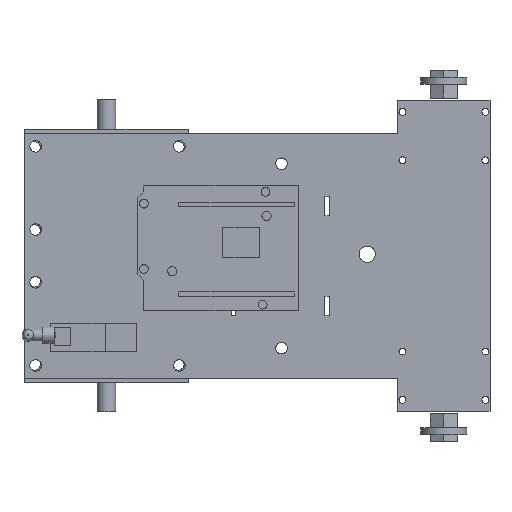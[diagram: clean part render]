
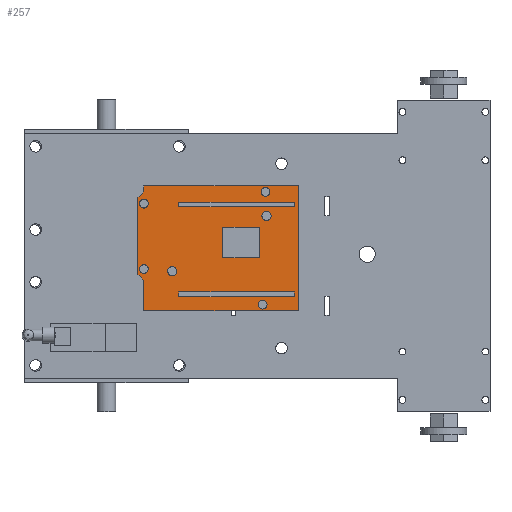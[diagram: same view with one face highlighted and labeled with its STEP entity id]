
A CAD part, top view. The second image highlights one B-rep face of the part: STEP entity #257.
In plain terms, the highlighted planar face has unit normal (0, 0, 1).
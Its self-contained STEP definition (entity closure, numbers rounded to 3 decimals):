
#102=FACE_BOUND('',#1022,.T.);
#103=FACE_BOUND('',#1023,.T.);
#104=FACE_BOUND('',#1024,.T.);
#105=FACE_BOUND('',#1025,.T.);
#257=ADVANCED_FACE('',(#637,#102,#103,#104,#105),#5840,.T.);
#637=FACE_OUTER_BOUND('',#1021,.T.);
#1021=EDGE_LOOP('',(#1590,#1591,#1592,#1593,#1594,#1595,#1596,#1597));
#1022=EDGE_LOOP('',(#1598));
#1023=EDGE_LOOP('',(#1599));
#1024=EDGE_LOOP('',(#1600));
#1025=EDGE_LOOP('',(#1601));
#1590=ORIENTED_EDGE('',*,*,#3354,.T.);
#1591=ORIENTED_EDGE('',*,*,#3358,.T.);
#1592=ORIENTED_EDGE('',*,*,#3361,.T.);
#1593=ORIENTED_EDGE('',*,*,#3364,.T.);
#1594=ORIENTED_EDGE('',*,*,#3367,.T.);
#1595=ORIENTED_EDGE('',*,*,#3370,.T.);
#1596=ORIENTED_EDGE('',*,*,#3373,.T.);
#1597=ORIENTED_EDGE('',*,*,#3375,.T.);
#1598=ORIENTED_EDGE('',*,*,#3378,.T.);
#1599=ORIENTED_EDGE('',*,*,#3381,.T.);
#1600=ORIENTED_EDGE('',*,*,#3384,.T.);
#1601=ORIENTED_EDGE('',*,*,#3387,.T.);
#3354=EDGE_CURVE('',#5185,#5184,#4443,.T.);
#3358=EDGE_CURVE('',#5184,#5187,#4447,.T.);
#3361=EDGE_CURVE('',#5187,#5189,#4450,.T.);
#3364=EDGE_CURVE('',#5189,#5191,#4453,.T.);
#3367=EDGE_CURVE('',#5191,#5193,#4456,.T.);
#3370=EDGE_CURVE('',#5193,#5195,#4459,.T.);
#3373=EDGE_CURVE('',#5195,#5197,#4462,.T.);
#3375=EDGE_CURVE('',#5197,#5185,#4464,.T.);
#3378=EDGE_CURVE('',#5199,#5199,#4265,.T.);
#3381=EDGE_CURVE('',#5201,#5201,#4268,.T.);
#3384=EDGE_CURVE('',#5203,#5203,#4271,.T.);
#3387=EDGE_CURVE('',#5205,#5205,#4274,.T.);
#4265=(
BOUNDED_CURVE()
B_SPLINE_CURVE(2,(#7000,#7001,#7002,#7003,#7004,#7005,#7006,#7007,#7008),
 .UNSPECIFIED.,.T.,.F.)
B_SPLINE_CURVE_WITH_KNOTS((3,2,2,2,3),(233.859,236.543,
239.227,241.912,244.596),.UNSPECIFIED.)
CURVE()
GEOMETRIC_REPRESENTATION_ITEM()
RATIONAL_B_SPLINE_CURVE((1.,0.707,1.,0.707,1.,0.707,
1.,0.707,1.))
REPRESENTATION_ITEM('')
);
#4268=(
BOUNDED_CURVE()
B_SPLINE_CURVE(2,(#7020,#7021,#7022,#7023,#7024,#7025,#7026,#7027,#7028),
 .UNSPECIFIED.,.T.,.F.)
B_SPLINE_CURVE_WITH_KNOTS((3,2,2,2,3),(244.596,247.449,
250.301,253.154,256.006),.UNSPECIFIED.)
CURVE()
GEOMETRIC_REPRESENTATION_ITEM()
RATIONAL_B_SPLINE_CURVE((1.,0.707,1.,0.707,1.,0.707,
1.,0.707,1.))
REPRESENTATION_ITEM('')
);
#4271=(
BOUNDED_CURVE()
B_SPLINE_CURVE(2,(#7040,#7041,#7042,#7043,#7044,#7045,#7046,#7047,#7048),
 .UNSPECIFIED.,.T.,.F.)
B_SPLINE_CURVE_WITH_KNOTS((3,2,2,2,3),(256.006,258.903,
261.8,264.697,267.593),.UNSPECIFIED.)
CURVE()
GEOMETRIC_REPRESENTATION_ITEM()
RATIONAL_B_SPLINE_CURVE((1.,0.707,1.,0.707,1.,0.707,
1.,0.707,1.))
REPRESENTATION_ITEM('')
);
#4274=(
BOUNDED_CURVE()
B_SPLINE_CURVE(2,(#7060,#7061,#7062,#7063,#7064,#7065,#7066,#7067,#7068),
 .UNSPECIFIED.,.T.,.F.)
B_SPLINE_CURVE_WITH_KNOTS((3,2,2,2,3),(267.593,270.477,
273.36,276.243,279.126),.UNSPECIFIED.)
CURVE()
GEOMETRIC_REPRESENTATION_ITEM()
RATIONAL_B_SPLINE_CURVE((1.,0.707,1.,0.707,1.,0.707,
1.,0.707,1.))
REPRESENTATION_ITEM('')
);
#4443=B_SPLINE_CURVE_WITH_KNOTS('',1,(#6945,#6946),.UNSPECIFIED.,.F.,.F.,
(2,2),(0.,3.488),.UNSPECIFIED.);
#4447=B_SPLINE_CURVE_WITH_KNOTS('',1,(#6953,#6954),.UNSPECIFIED.,.F.,.F.,
(2,2),(3.488,35.301),.UNSPECIFIED.);
#4450=B_SPLINE_CURVE_WITH_KNOTS('',1,(#6959,#6960),.UNSPECIFIED.,.F.,.F.,
(2,2),(35.301,38.788),.UNSPECIFIED.);
#4453=B_SPLINE_CURVE_WITH_KNOTS('',1,(#6965,#6966),.UNSPECIFIED.,.F.,.F.,
(2,2),(38.788,51.357),.UNSPECIFIED.);
#4456=B_SPLINE_CURVE_WITH_KNOTS('',1,(#6971,#6972),.UNSPECIFIED.,.F.,.F.,
(2,2),(51.357,115.489),.UNSPECIFIED.);
#4459=B_SPLINE_CURVE_WITH_KNOTS('',1,(#6977,#6978),.UNSPECIFIED.,.F.,.F.,
(2,2),(115.489,167.264),.UNSPECIFIED.);
#4462=B_SPLINE_CURVE_WITH_KNOTS('',1,(#6983,#6984),.UNSPECIFIED.,.F.,.F.,
(2,2),(167.264,231.396),.UNSPECIFIED.);
#4464=B_SPLINE_CURVE_WITH_KNOTS('',1,(#6987,#6988),.UNSPECIFIED.,.F.,.F.,
(2,2),(231.396,233.859),.UNSPECIFIED.);
#5184=VERTEX_POINT('',#6919);
#5185=VERTEX_POINT('',#6920);
#5187=VERTEX_POINT('',#6922);
#5189=VERTEX_POINT('',#6924);
#5191=VERTEX_POINT('',#6926);
#5193=VERTEX_POINT('',#6928);
#5195=VERTEX_POINT('',#6930);
#5197=VERTEX_POINT('',#6932);
#5199=VERTEX_POINT('',#6934);
#5201=VERTEX_POINT('',#6936);
#5203=VERTEX_POINT('',#6938);
#5205=VERTEX_POINT('',#6940);
#5840=PLANE('',#6221);
#6221=AXIS2_PLACEMENT_3D('',#6916,#6568,$);
#6568=DIRECTION('',(0.,0.,1.));
#6916=CARTESIAN_POINT('',(80.929,4.692,68.126));
#6919=CARTESIAN_POINT('',(2.655,-7.218,68.126));
#6920=CARTESIAN_POINT('',(5.232,-4.642,68.126));
#6922=CARTESIAN_POINT('',(2.655,-40.453,68.126));
#6924=CARTESIAN_POINT('',(5.232,-43.029,68.126));
#6926=CARTESIAN_POINT('',(5.232,-56.159,68.126));
#6928=CARTESIAN_POINT('',(72.232,-56.159,68.126));
#6930=CARTESIAN_POINT('',(72.232,-2.069,68.126));
#6932=CARTESIAN_POINT('',(5.232,-2.069,68.126));
#6934=CARTESIAN_POINT('',(7.124,-38.129,68.126));
#6936=CARTESIAN_POINT('',(7.132,-9.799,68.126));
#6938=CARTESIAN_POINT('',(58.709,-53.599,68.126));
#6940=CARTESIAN_POINT('',(59.988,-4.649,68.126));
#6945=CARTESIAN_POINT('',(5.232,-4.642,68.126));
#6946=CARTESIAN_POINT('',(2.655,-7.218,68.126));
#6953=CARTESIAN_POINT('',(2.655,-7.218,68.126));
#6954=CARTESIAN_POINT('',(2.655,-40.453,68.126));
#6959=CARTESIAN_POINT('',(2.655,-40.453,68.126));
#6960=CARTESIAN_POINT('',(5.232,-43.029,68.126));
#6965=CARTESIAN_POINT('',(5.232,-43.029,68.126));
#6966=CARTESIAN_POINT('',(5.232,-56.159,68.126));
#6971=CARTESIAN_POINT('',(5.232,-56.159,68.126));
#6972=CARTESIAN_POINT('',(72.232,-56.159,68.126));
#6977=CARTESIAN_POINT('',(72.232,-56.159,68.126));
#6978=CARTESIAN_POINT('',(72.232,-2.069,68.126));
#6983=CARTESIAN_POINT('',(72.232,-2.069,68.126));
#6984=CARTESIAN_POINT('',(5.232,-2.069,68.126));
#6987=CARTESIAN_POINT('',(5.232,-2.069,68.126));
#6988=CARTESIAN_POINT('',(5.232,-4.642,68.126));
#7000=CARTESIAN_POINT('',(7.124,-38.129,68.126));
#7001=CARTESIAN_POINT('',(7.124,-40.022,68.126));
#7002=CARTESIAN_POINT('',(5.231,-40.022,68.126));
#7003=CARTESIAN_POINT('',(3.337,-40.022,68.126));
#7004=CARTESIAN_POINT('',(3.337,-38.129,68.126));
#7005=CARTESIAN_POINT('',(3.337,-36.235,68.126));
#7006=CARTESIAN_POINT('',(5.231,-36.235,68.126));
#7007=CARTESIAN_POINT('',(7.124,-36.235,68.126));
#7008=CARTESIAN_POINT('',(7.124,-38.129,68.126));
#7020=CARTESIAN_POINT('',(7.132,-9.799,68.126));
#7021=CARTESIAN_POINT('',(7.132,-11.696,68.126));
#7022=CARTESIAN_POINT('',(5.235,-11.697,68.126));
#7023=CARTESIAN_POINT('',(3.338,-11.697,68.126));
#7024=CARTESIAN_POINT('',(3.337,-9.8,68.126));
#7025=CARTESIAN_POINT('',(3.337,-7.903,68.126));
#7026=CARTESIAN_POINT('',(5.234,-7.902,68.126));
#7027=CARTESIAN_POINT('',(7.131,-7.902,68.126));
#7028=CARTESIAN_POINT('',(7.132,-9.799,68.126));
#7040=CARTESIAN_POINT('',(58.709,-53.599,68.126));
#7041=CARTESIAN_POINT('',(58.694,-55.525,68.126));
#7042=CARTESIAN_POINT('',(56.768,-55.511,68.126));
#7043=CARTESIAN_POINT('',(54.841,-55.496,68.126));
#7044=CARTESIAN_POINT('',(54.856,-53.57,68.126));
#7045=CARTESIAN_POINT('',(54.87,-51.643,68.126));
#7046=CARTESIAN_POINT('',(56.797,-51.658,68.126));
#7047=CARTESIAN_POINT('',(58.723,-51.672,68.126));
#7048=CARTESIAN_POINT('',(58.709,-53.599,68.126));
#7060=CARTESIAN_POINT('',(59.988,-4.649,68.126));
#7061=CARTESIAN_POINT('',(59.983,-6.567,68.126));
#7062=CARTESIAN_POINT('',(58.065,-6.562,68.126));
#7063=CARTESIAN_POINT('',(56.148,-6.557,68.126));
#7064=CARTESIAN_POINT('',(56.153,-4.64,68.126));
#7065=CARTESIAN_POINT('',(56.157,-2.722,68.126));
#7066=CARTESIAN_POINT('',(58.075,-2.727,68.126));
#7067=CARTESIAN_POINT('',(59.993,-2.732,68.126));
#7068=CARTESIAN_POINT('',(59.988,-4.649,68.126));
